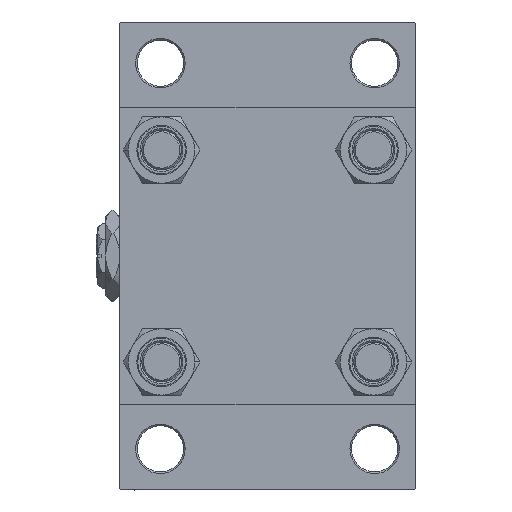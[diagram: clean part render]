
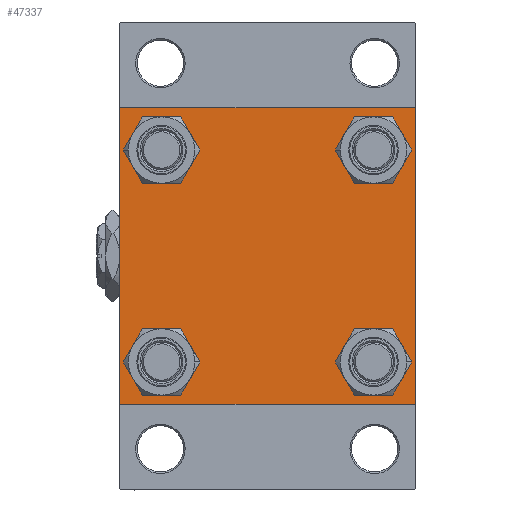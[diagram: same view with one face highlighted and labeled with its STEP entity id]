
A CAD part, left-side view. The second image highlights one B-rep face of the part: STEP entity #47337.
In plain terms, the highlighted planar face has unit normal (-1, 0, 0).
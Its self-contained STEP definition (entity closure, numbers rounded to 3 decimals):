
#181 = DIRECTION ( 'NONE',  ( 0., 0., 1. ) ) ;
#320 = LINE ( 'NONE', #42767, #6629 ) ;
#918 = CARTESIAN_POINT ( 'NONE',  ( 0., -44.5, 45. ) ) ;
#1978 = LINE ( 'NONE', #36925, #2993 ) ;
#2304 = EDGE_CURVE ( 'NONE', #34882, #33583, #19634, .T. ) ;
#2993 = VECTOR ( 'NONE', #32201, 1000. ) ;
#3044 = VECTOR ( 'NONE', #46739, 1000. ) ;
#3760 = DIRECTION ( 'NONE',  ( 1., 0., 0. ) ) ;
#3910 = EDGE_CURVE ( 'NONE', #12880, #34564, #9841, .T. ) ;
#4471 = EDGE_CURVE ( 'NONE', #28581, #33083, #29871, .T. ) ;
#5136 = ORIENTED_EDGE ( 'NONE', *, *, #49220, .T. ) ;
#5625 = CARTESIAN_POINT ( 'NONE',  ( 0., 45., 45. ) ) ;
#6614 = FACE_BOUND ( 'NONE', #18586, .T. ) ;
#6629 = VECTOR ( 'NONE', #23284, 1000. ) ;
#6709 = ORIENTED_EDGE ( 'NONE', *, *, #30778, .T. ) ;
#6746 = EDGE_CURVE ( 'NONE', #41621, #20808, #27766, .T. ) ;
#7005 = CARTESIAN_POINT ( 'NONE',  ( 0., -32.15, -38.65 ) ) ;
#7043 = DIRECTION ( 'NONE',  ( 0., -0.707, 0.707 ) ) ;
#7141 = CARTESIAN_POINT ( 'NONE',  ( 0., 45., 44.5 ) ) ;
#7631 = CARTESIAN_POINT ( 'NONE',  ( 0., 32.15, -25.65 ) ) ;
#7959 = ORIENTED_EDGE ( 'NONE', *, *, #20491, .T. ) ;
#8029 = CARTESIAN_POINT ( 'NONE',  ( 0., 45., -45. ) ) ;
#8166 = CARTESIAN_POINT ( 'NONE',  ( 0., 32.15, -32.15 ) ) ;
#8361 = DIRECTION ( 'NONE',  ( 1., 0., 0. ) ) ;
#8822 = CARTESIAN_POINT ( 'NONE',  ( 0., -32.15, 32.15 ) ) ;
#9069 = VECTOR ( 'NONE', #7043, 1000. ) ;
#9841 = LINE ( 'NONE', #25062, #28433 ) ;
#10298 = VERTEX_POINT ( 'NONE', #7141 ) ;
#10378 = FACE_BOUND ( 'NONE', #47030, .T. ) ;
#11050 = EDGE_CURVE ( 'NONE', #33083, #39232, #31495, .T. ) ;
#11198 = LINE ( 'NONE', #33421, #48601 ) ;
#12088 = VERTEX_POINT ( 'NONE', #32175 ) ;
#12413 = ORIENTED_EDGE ( 'NONE', *, *, #47825, .T. ) ;
#12550 = CARTESIAN_POINT ( 'NONE',  ( 0., -44.5, -45. ) ) ;
#12677 = CIRCLE ( 'NONE', #30202, 6.5 ) ;
#12880 = VERTEX_POINT ( 'NONE', #36967 ) ;
#13974 = EDGE_LOOP ( 'NONE', ( #30316, #45248 ) ) ;
#13999 = CARTESIAN_POINT ( 'NONE',  ( 0., -32.15, -32.15 ) ) ;
#14358 = CIRCLE ( 'NONE', #27915, 6.5 ) ;
#14823 = AXIS2_PLACEMENT_3D ( 'NONE', #8822, #24031, #44686 ) ;
#14956 = VERTEX_POINT ( 'NONE', #7005 ) ;
#15328 = CARTESIAN_POINT ( 'NONE',  ( 0., 32.15, 38.65 ) ) ;
#15603 = VERTEX_POINT ( 'NONE', #15328 ) ;
#17200 = CARTESIAN_POINT ( 'NONE',  ( 0., -32.15, -25.65 ) ) ;
#17260 = CIRCLE ( 'NONE', #25202, 6.5 ) ;
#17775 = AXIS2_PLACEMENT_3D ( 'NONE', #34001, #3760, #49243 ) ;
#17904 = CARTESIAN_POINT ( 'NONE',  ( 0., 44.75, -44.75 ) ) ;
#18107 = DIRECTION ( 'NONE',  ( 0., 0., 1. ) ) ;
#18351 = PLANE ( 'NONE',  #38228 ) ;
#18586 = EDGE_LOOP ( 'NONE', ( #24213, #31330 ) ) ;
#18677 = ORIENTED_EDGE ( 'NONE', *, *, #25664, .T. ) ;
#18853 = FACE_BOUND ( 'NONE', #13974, .T. ) ;
#19338 = CIRCLE ( 'NONE', #32099, 6.5 ) ;
#19634 = CIRCLE ( 'NONE', #14823, 6.5 ) ;
#19951 = DIRECTION ( 'NONE',  ( 0., 0., 1. ) ) ;
#20491 = EDGE_CURVE ( 'NONE', #36343, #14956, #27327, .T. ) ;
#20552 = AXIS2_PLACEMENT_3D ( 'NONE', #28445, #20711, #32948 ) ;
#20711 = DIRECTION ( 'NONE',  ( 1., 0., 0. ) ) ;
#20808 = VERTEX_POINT ( 'NONE', #41424 ) ;
#21286 = LINE ( 'NONE', #22026, #9069 ) ;
#21594 = DIRECTION ( 'NONE',  ( 0., -1., 0. ) ) ;
#22026 = CARTESIAN_POINT ( 'NONE',  ( 0., -44.75, -44.75 ) ) ;
#23284 = DIRECTION ( 'NONE',  ( 0., 0.707, 0.707 ) ) ;
#23316 = CARTESIAN_POINT ( 'NONE',  ( 0., -32.15, 25.65 ) ) ;
#23351 = EDGE_CURVE ( 'NONE', #12088, #37767, #39850, .T. ) ;
#23575 = DIRECTION ( 'NONE',  ( 0., 0., 1. ) ) ;
#23613 = VERTEX_POINT ( 'NONE', #46945 ) ;
#23630 = DIRECTION ( 'NONE',  ( 1., 0., 0. ) ) ;
#24031 = DIRECTION ( 'NONE',  ( 1., 0., 0. ) ) ;
#24213 = ORIENTED_EDGE ( 'NONE', *, *, #6746, .T. ) ;
#24341 = EDGE_CURVE ( 'NONE', #15603, #23613, #19338, .T. ) ;
#25062 = CARTESIAN_POINT ( 'NONE',  ( 0., -45., 45. ) ) ;
#25202 = AXIS2_PLACEMENT_3D ( 'NONE', #27689, #46941, #19951 ) ;
#25664 = EDGE_CURVE ( 'NONE', #12880, #37767, #320, .T. ) ;
#26546 = EDGE_LOOP ( 'NONE', ( #30052, #35863 ) ) ;
#26590 = CARTESIAN_POINT ( 'NONE',  ( 0., 0., 0. ) ) ;
#27327 = CIRCLE ( 'NONE', #17775, 6.5 ) ;
#27627 = ORIENTED_EDGE ( 'NONE', *, *, #3910, .F. ) ;
#27689 = CARTESIAN_POINT ( 'NONE',  ( 0., 32.15, 32.15 ) ) ;
#27766 = CIRCLE ( 'NONE', #20552, 6.5 ) ;
#27915 = AXIS2_PLACEMENT_3D ( 'NONE', #13999, #44958, #37714 ) ;
#28433 = VECTOR ( 'NONE', #36809, 1000. ) ;
#28445 = CARTESIAN_POINT ( 'NONE',  ( 0., 32.15, -32.15 ) ) ;
#28581 = VERTEX_POINT ( 'NONE', #46913 ) ;
#29779 = CARTESIAN_POINT ( 'NONE',  ( 0., -32.15, 32.15 ) ) ;
#29871 = LINE ( 'NONE', #17904, #43635 ) ;
#30052 = ORIENTED_EDGE ( 'NONE', *, *, #36686, .T. ) ;
#30202 = AXIS2_PLACEMENT_3D ( 'NONE', #8166, #23630, #181 ) ;
#30316 = ORIENTED_EDGE ( 'NONE', *, *, #24341, .T. ) ;
#30778 = EDGE_CURVE ( 'NONE', #39232, #34564, #21286, .T. ) ;
#31330 = ORIENTED_EDGE ( 'NONE', *, *, #46363, .T. ) ;
#31495 = LINE ( 'NONE', #8029, #3044 ) ;
#32099 = AXIS2_PLACEMENT_3D ( 'NONE', #42325, #8361, #23575 ) ;
#32175 = CARTESIAN_POINT ( 'NONE',  ( 0., 44.5, 45. ) ) ;
#32201 = DIRECTION ( 'NONE',  ( 0., 0.707, -0.707 ) ) ;
#32948 = DIRECTION ( 'NONE',  ( 0., 0., 1. ) ) ;
#33083 = VERTEX_POINT ( 'NONE', #33207 ) ;
#33207 = CARTESIAN_POINT ( 'NONE',  ( 0., 44.5, -45. ) ) ;
#33421 = CARTESIAN_POINT ( 'NONE',  ( 0., 45., 45. ) ) ;
#33583 = VERTEX_POINT ( 'NONE', #42606 ) ;
#33598 = FACE_BOUND ( 'NONE', #26546, .T. ) ;
#33789 = DIRECTION ( 'NONE',  ( 0., 0., 1. ) ) ;
#33850 = DIRECTION ( 'NONE',  ( -1., 0., 0. ) ) ;
#33962 = AXIS2_PLACEMENT_3D ( 'NONE', #29779, #45022, #33789 ) ;
#34001 = CARTESIAN_POINT ( 'NONE',  ( 0., -32.15, -32.15 ) ) ;
#34564 = VERTEX_POINT ( 'NONE', #36585 ) ;
#34882 = VERTEX_POINT ( 'NONE', #23316 ) ;
#35863 = ORIENTED_EDGE ( 'NONE', *, *, #2304, .T. ) ;
#36343 = VERTEX_POINT ( 'NONE', #17200 ) ;
#36585 = CARTESIAN_POINT ( 'NONE',  ( 0., -45., -44.5 ) ) ;
#36643 = DIRECTION ( 'NONE',  ( 0., -0.707, -0.707 ) ) ;
#36686 = EDGE_CURVE ( 'NONE', #33583, #34882, #48328, .T. ) ;
#36809 = DIRECTION ( 'NONE',  ( 0., 0., -1. ) ) ;
#36925 = CARTESIAN_POINT ( 'NONE',  ( 0., 44.75, 44.75 ) ) ;
#36967 = CARTESIAN_POINT ( 'NONE',  ( 0., -45., 44.5 ) ) ;
#37092 = FACE_OUTER_BOUND ( 'NONE', #41694, .T. ) ;
#37295 = ORIENTED_EDGE ( 'NONE', *, *, #4471, .T. ) ;
#37580 = EDGE_CURVE ( 'NONE', #23613, #15603, #17260, .T. ) ;
#37714 = DIRECTION ( 'NONE',  ( 0., 0., 1. ) ) ;
#37767 = VERTEX_POINT ( 'NONE', #918 ) ;
#38228 = AXIS2_PLACEMENT_3D ( 'NONE', #26590, #33850, #18107 ) ;
#39232 = VERTEX_POINT ( 'NONE', #12550 ) ;
#39248 = VECTOR ( 'NONE', #21594, 1000. ) ;
#39850 = LINE ( 'NONE', #5625, #39248 ) ;
#40160 = ORIENTED_EDGE ( 'NONE', *, *, #23351, .F. ) ;
#41096 = EDGE_CURVE ( 'NONE', #12088, #10298, #1978, .T. ) ;
#41424 = CARTESIAN_POINT ( 'NONE',  ( 0., 32.15, -38.65 ) ) ;
#41621 = VERTEX_POINT ( 'NONE', #7631 ) ;
#41694 = EDGE_LOOP ( 'NONE', ( #12413, #37295, #44959, #6709, #27627, #18677, #40160, #48804 ) ) ;
#42325 = CARTESIAN_POINT ( 'NONE',  ( 0., 32.15, 32.15 ) ) ;
#42606 = CARTESIAN_POINT ( 'NONE',  ( 0., -32.15, 38.65 ) ) ;
#42767 = CARTESIAN_POINT ( 'NONE',  ( 0., -44.75, 44.75 ) ) ;
#43635 = VECTOR ( 'NONE', #36643, 1000. ) ;
#44686 = DIRECTION ( 'NONE',  ( 0., 0., 1. ) ) ;
#44958 = DIRECTION ( 'NONE',  ( 1., 0., 0. ) ) ;
#44959 = ORIENTED_EDGE ( 'NONE', *, *, #11050, .T. ) ;
#45022 = DIRECTION ( 'NONE',  ( 1., 0., 0. ) ) ;
#45248 = ORIENTED_EDGE ( 'NONE', *, *, #37580, .T. ) ;
#45663 = DIRECTION ( 'NONE',  ( 0., 0., -1. ) ) ;
#46363 = EDGE_CURVE ( 'NONE', #20808, #41621, #12677, .T. ) ;
#46739 = DIRECTION ( 'NONE',  ( 0., -1., 0. ) ) ;
#46913 = CARTESIAN_POINT ( 'NONE',  ( 0., 45., -44.5 ) ) ;
#46941 = DIRECTION ( 'NONE',  ( 1., 0., 0. ) ) ;
#46945 = CARTESIAN_POINT ( 'NONE',  ( 0., 32.15, 25.65 ) ) ;
#47030 = EDGE_LOOP ( 'NONE', ( #7959, #5136 ) ) ;
#47337 = ADVANCED_FACE ( 'NONE', ( #33598, #10378, #6614, #18853, #37092 ), #18351, .T. ) ;
#47825 = EDGE_CURVE ( 'NONE', #10298, #28581, #11198, .T. ) ;
#48328 = CIRCLE ( 'NONE', #33962, 6.5 ) ;
#48601 = VECTOR ( 'NONE', #45663, 1000. ) ;
#48804 = ORIENTED_EDGE ( 'NONE', *, *, #41096, .T. ) ;
#49220 = EDGE_CURVE ( 'NONE', #14956, #36343, #14358, .T. ) ;
#49243 = DIRECTION ( 'NONE',  ( 0., 0., 1. ) ) ;
